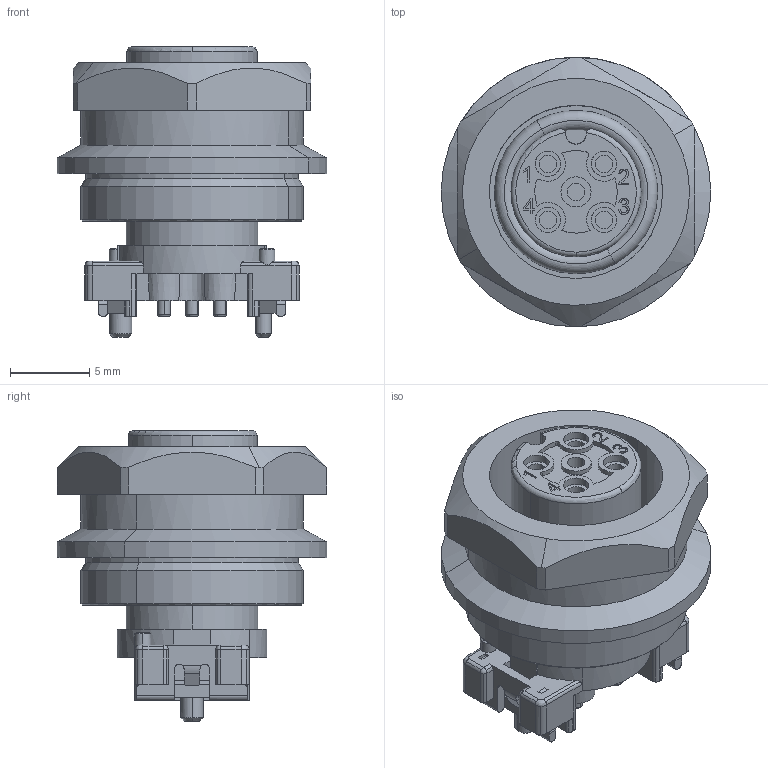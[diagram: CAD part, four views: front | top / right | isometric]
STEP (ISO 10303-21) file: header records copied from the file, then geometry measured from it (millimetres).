
FILE_DESCRIPTION(('CATIA V5 STEP Exchange','CAx-IF Rec.Pracs.--- Model Styling and Organization---1.4--- 2014-01-23'),'2;1');
FILE_NAME ('D1461797_1_2422330000_2422330000.stp','2021-03-15T15:28:50+00:00',('none'),('Weidmueller'),'CATIA Version 5-6 Release 2016 SP3 HF44','CATIA V5 STEP AP214','none');
FILE_SCHEMA(('AUTOMOTIVE_DESIGN { 1 0 10303 214 1 1 1 1 }'));
Length unit declared in the file: millimetre
Products named in the file (1): 2422330000
Bounding box: 17 x 17 x 18.3 mm (x, y, z)
Volume: 1728.4 mm3; surface area: 2638.3 mm2
Topology: 3 solids, 8 shells, 529 faces, 1433 edges, 942 vertices
Faces by surface type: cylinder 211, plane 188, bspline 51, cone 46, torus 24, extrusion 5, sphere 4
Entity records: 18876 total; most frequent: CARTESIAN_POINT 6464, ORIENTED_EDGE 2858, DIRECTION 1989, EDGE_CURVE 1429, VERTEX_POINT 942, AXIS2_PLACEMENT_3D 881, VECTOR 650, LINE 645
